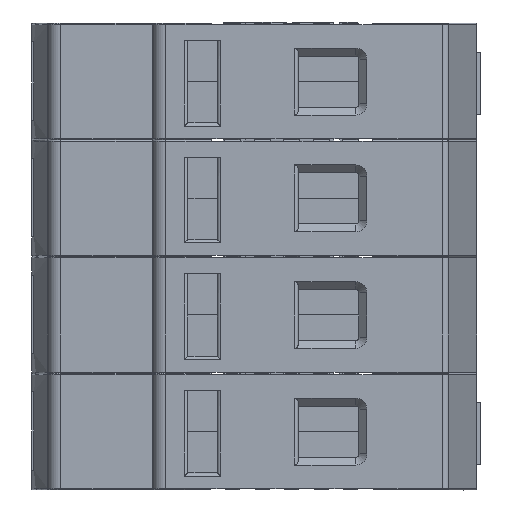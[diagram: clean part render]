
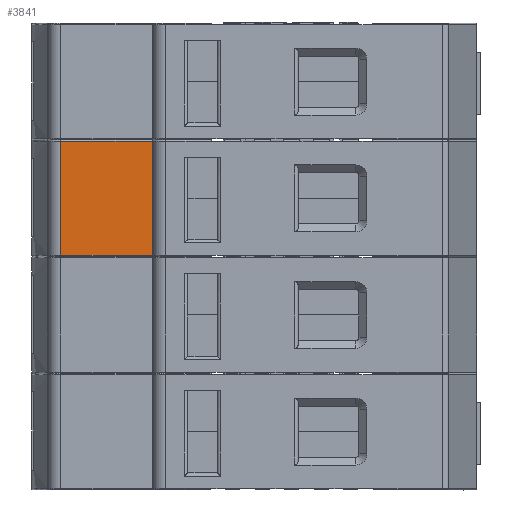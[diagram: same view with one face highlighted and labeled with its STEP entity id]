
A CAD part, left-side view. The second image highlights one B-rep face of the part: STEP entity #3841.
In plain terms, the highlighted planar face has unit normal (-1, 0, 0).
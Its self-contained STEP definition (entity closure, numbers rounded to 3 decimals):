
#3841 = ADVANCED_FACE ( 'NONE', ( #158956 ), #190617, .F. ) ;
#4697 = CARTESIAN_POINT ( 'NONE',  ( -39.339, 10.525, 9.002 ) ) ;
#4967 = VERTEX_POINT ( 'NONE', #82476 ) ;
#11421 = VECTOR ( 'NONE', #105081, 1000. ) ;
#21626 = VECTOR ( 'NONE', #119280, 1000. ) ;
#27298 = VECTOR ( 'NONE', #95642, 1000. ) ;
#33601 = CARTESIAN_POINT ( 'NONE',  ( -39.339, 11.325, 9.002 ) ) ;
#33690 = VERTEX_POINT ( 'NONE', #167724 ) ;
#35482 = DIRECTION ( 'NONE',  ( 0., 0., -1. ) ) ;
#44734 = CARTESIAN_POINT ( 'NONE',  ( -39.339, 11.325, 9.002 ) ) ;
#49057 = VECTOR ( 'NONE', #35482, 1000. ) ;
#50980 = LINE ( 'NONE', #132935, #164100 ) ;
#55809 = VECTOR ( 'NONE', #70927, 1000. ) ;
#56296 = DIRECTION ( 'NONE',  ( 0., 0., -1. ) ) ;
#57668 = EDGE_LOOP ( 'NONE', ( #97954, #91166, #149097, #212436, #82746, #241487, #292741, #239616, #57681 ) ) ;
#57681 = ORIENTED_EDGE ( 'NONE', *, *, #197322, .F. ) ;
#64497 = EDGE_CURVE ( 'NONE', #169941, #159921, #267731, .T. ) ;
#70927 = DIRECTION ( 'NONE',  ( 0., 0., -1. ) ) ;
#72927 = CARTESIAN_POINT ( 'NONE',  ( -39.339, 11.325, 26.402 ) ) ;
#82326 = CARTESIAN_POINT ( 'NONE',  ( -39.339, -11.275, 17.702 ) ) ;
#82476 = CARTESIAN_POINT ( 'NONE',  ( -39.339, 25.325, 26.402 ) ) ;
#82746 = ORIENTED_EDGE ( 'NONE', *, *, #154240, .F. ) ;
#85756 = LINE ( 'NONE', #156697, #138828 ) ;
#90388 = VECTOR ( 'NONE', #139413, 1000. ) ;
#90623 = EDGE_CURVE ( 'NONE', #169941, #247657, #50980, .T. ) ;
#91166 = ORIENTED_EDGE ( 'NONE', *, *, #121002, .F. ) ;
#92845 = CARTESIAN_POINT ( 'NONE',  ( -39.339, 11.375, 26.402 ) ) ;
#95397 = VECTOR ( 'NONE', #290977, 1000. ) ;
#95642 = DIRECTION ( 'NONE',  ( 0., 0., 1. ) ) ;
#97954 = ORIENTED_EDGE ( 'NONE', *, *, #120659, .F. ) ;
#102501 = LINE ( 'NONE', #177344, #95397 ) ;
#105081 = DIRECTION ( 'NONE',  ( 0., 1., 0. ) ) ;
#116629 = CARTESIAN_POINT ( 'NONE',  ( -39.339, 25.325, 26.402 ) ) ;
#116806 = EDGE_CURVE ( 'NONE', #4967, #234333, #85756, .T. ) ;
#118752 = VERTEX_POINT ( 'NONE', #175205 ) ;
#119280 = DIRECTION ( 'NONE',  ( 0., -0.707, -0.707 ) ) ;
#120659 = EDGE_CURVE ( 'NONE', #118752, #214770, #134796, .T. ) ;
#121002 = EDGE_CURVE ( 'NONE', #33690, #118752, #102501, .T. ) ;
#123800 = EDGE_CURVE ( 'NONE', #260337, #159921, #138727, .T. ) ;
#132935 = CARTESIAN_POINT ( 'NONE',  ( -39.339, 11.325, 9.002 ) ) ;
#134796 = LINE ( 'NONE', #231960, #21626 ) ;
#138727 = LINE ( 'NONE', #82326, #11421 ) ;
#138828 = VECTOR ( 'NONE', #292028, 1000. ) ;
#139413 = DIRECTION ( 'NONE',  ( 0., 0., 1. ) ) ;
#149097 = ORIENTED_EDGE ( 'NONE', *, *, #288528, .F. ) ;
#150573 = LINE ( 'NONE', #116629, #90388 ) ;
#154240 = EDGE_CURVE ( 'NONE', #247657, #4967, #150573, .T. ) ;
#156697 = CARTESIAN_POINT ( 'NONE',  ( -39.339, 11.325, 26.402 ) ) ;
#158432 = CARTESIAN_POINT ( 'NONE',  ( -39.339, 25.325, 9.002 ) ) ;
#158956 = FACE_OUTER_BOUND ( 'NONE', #57668, .T. ) ;
#159921 = VERTEX_POINT ( 'NONE', #219332 ) ;
#164100 = VECTOR ( 'NONE', #178269, 1000. ) ;
#167724 = CARTESIAN_POINT ( 'NONE',  ( -39.339, 11.375, 24.752 ) ) ;
#169941 = VERTEX_POINT ( 'NONE', #44734 ) ;
#170768 = CARTESIAN_POINT ( 'NONE',  ( -39.339, 11.375, 9.002 ) ) ;
#175205 = CARTESIAN_POINT ( 'NONE',  ( -39.339, 10.825, 24.752 ) ) ;
#177344 = CARTESIAN_POINT ( 'NONE',  ( -39.339, 11.325, 24.752 ) ) ;
#178269 = DIRECTION ( 'NONE',  ( 0., 1., 0. ) ) ;
#190617 = PLANE ( 'NONE',  #281577 ) ;
#191589 = DIRECTION ( 'NONE',  ( 1., 0., 0. ) ) ;
#197322 = EDGE_CURVE ( 'NONE', #214770, #260337, #229019, .T. ) ;
#212436 = ORIENTED_EDGE ( 'NONE', *, *, #116806, .F. ) ;
#214770 = VERTEX_POINT ( 'NONE', #226062 ) ;
#219332 = CARTESIAN_POINT ( 'NONE',  ( -39.339, 11.325, 17.702 ) ) ;
#222274 = LINE ( 'NONE', #170768, #49057 ) ;
#226062 = CARTESIAN_POINT ( 'NONE',  ( -39.339, 10.525, 24.452 ) ) ;
#228813 = CARTESIAN_POINT ( 'NONE',  ( -39.339, 10.525, 17.702 ) ) ;
#229019 = LINE ( 'NONE', #4697, #55809 ) ;
#231960 = CARTESIAN_POINT ( 'NONE',  ( -39.339, 10.825, 24.752 ) ) ;
#234333 = VERTEX_POINT ( 'NONE', #92845 ) ;
#239616 = ORIENTED_EDGE ( 'NONE', *, *, #123800, .F. ) ;
#241487 = ORIENTED_EDGE ( 'NONE', *, *, #90623, .F. ) ;
#247657 = VERTEX_POINT ( 'NONE', #158432 ) ;
#260337 = VERTEX_POINT ( 'NONE', #228813 ) ;
#267731 = LINE ( 'NONE', #72927, #27298 ) ;
#281577 = AXIS2_PLACEMENT_3D ( 'NONE', #33601, #191589, #56296 ) ;
#288528 = EDGE_CURVE ( 'NONE', #234333, #33690, #222274, .T. ) ;
#290977 = DIRECTION ( 'NONE',  ( 0., -1., 0. ) ) ;
#292028 = DIRECTION ( 'NONE',  ( 0., -1., 0. ) ) ;
#292741 = ORIENTED_EDGE ( 'NONE', *, *, #64497, .T. ) ;
